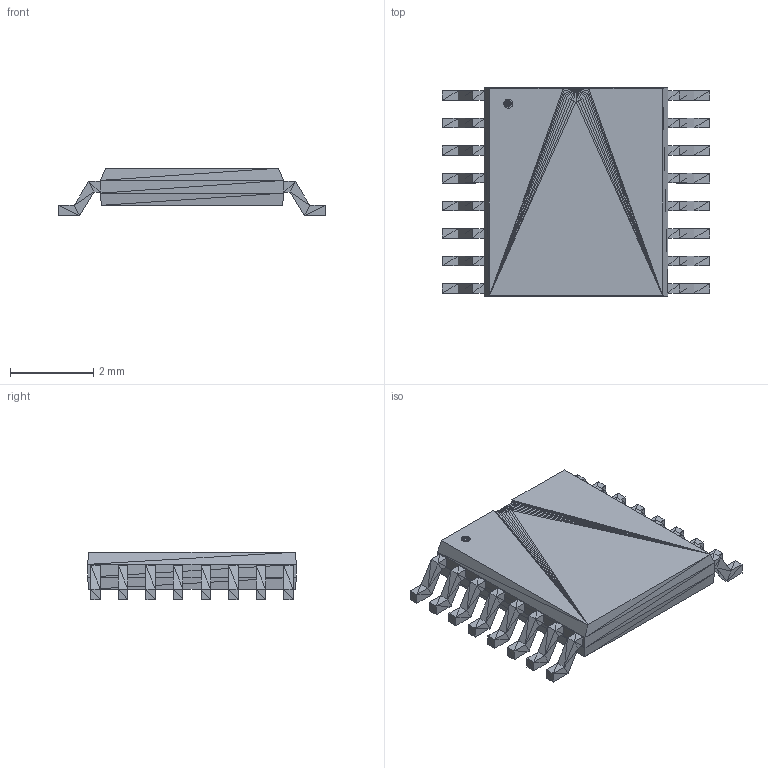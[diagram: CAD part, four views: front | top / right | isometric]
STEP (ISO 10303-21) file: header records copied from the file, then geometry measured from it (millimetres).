
FILE_DESCRIPTION(('STEP AP214'),'1');
FILE_NAME('SSOP-B16-M','2020-02-20T15:11:43',(''),(''),'','','');
FILE_SCHEMA(('AUTOMOTIVE_DESIGN'));
Length unit declared in the file: millimetre
Products named in the file (1): product
Bounding box: 6.4 x 5 x 1.15 mm (x, y, z)
Volume: 1.2 mm3; surface area: 81.1 mm2
Topology: 17 solids, 18 shells, 677 faces, 1017 edges, 375 vertices
Faces by surface type: plane 677
Entity records: 13035 total; most frequent: DIRECTION 2373, ORIENTED_EDGE 2031, CARTESIAN_POINT 1053, EDGE_CURVE 1017, LINE 1017, VECTOR 1017, AXIS2_PLACEMENT_3D 678, STYLED_ITEM 677
